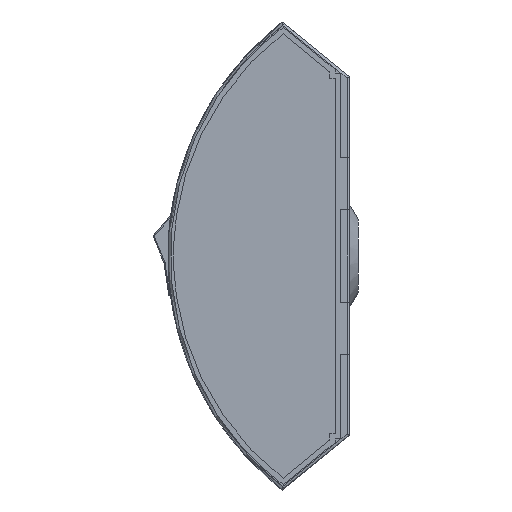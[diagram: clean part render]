
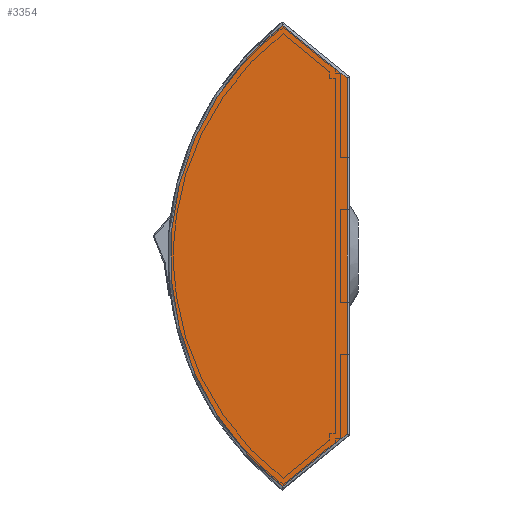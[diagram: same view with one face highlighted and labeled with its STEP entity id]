
A CAD part, left-side view. The second image highlights one B-rep face of the part: STEP entity #3354.
In plain terms, the highlighted planar face has unit normal (-1, 0, 0).
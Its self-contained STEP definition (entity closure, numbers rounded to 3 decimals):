
#7 = CARTESIAN_POINT ( 'NONE',  ( -302., 11.205, 44.391 ) ) ;
#16 = DIRECTION ( 'NONE',  ( 0., 0.777, 0.629 ) ) ;
#62 = VECTOR ( 'NONE', #1666, 1000. ) ;
#117 = VERTEX_POINT ( 'NONE', #7 ) ;
#134 = EDGE_CURVE ( 'NONE', #117, #2048, #3397, .T. ) ;
#135 = VERTEX_POINT ( 'NONE', #2489 ) ;
#162 = AXIS2_PLACEMENT_3D ( 'NONE', #549, #797, #1168 ) ;
#239 = LINE ( 'NONE', #1830, #62 ) ;
#280 = EDGE_LOOP ( 'NONE', ( #1768, #3222, #1270, #2329 ) ) ;
#284 = LINE ( 'NONE', #1862, #1591 ) ;
#549 = CARTESIAN_POINT ( 'NONE',  ( -302., -23.884, 0. ) ) ;
#565 = DIRECTION ( 'NONE',  ( 0., 0., -1. ) ) ;
#797 = DIRECTION ( 'NONE',  ( -1., 0., 0. ) ) ;
#923 = CARTESIAN_POINT ( 'NONE',  ( -302., -31.694, 9.642 ) ) ;
#1062 = CARTESIAN_POINT ( 'NONE',  ( -302., -1.3, -34.262 ) ) ;
#1168 = DIRECTION ( 'NONE',  ( 0., 0., 1. ) ) ;
#1270 = ORIENTED_EDGE ( 'NONE', *, *, #2665, .T. ) ;
#1474 = VERTEX_POINT ( 'NONE', #1062 ) ;
#1500 = EDGE_CURVE ( 'NONE', #135, #117, #2231, .T. ) ;
#1573 = CARTESIAN_POINT ( 'NONE',  ( -302., 11.205, -44.391 ) ) ;
#1591 = VECTOR ( 'NONE', #3530, 1000. ) ;
#1666 = DIRECTION ( 'NONE',  ( 0., 0., 1. ) ) ;
#1768 = ORIENTED_EDGE ( 'NONE', *, *, #1500, .T. ) ;
#1830 = CARTESIAN_POINT ( 'NONE',  ( -302., -1.3, 0. ) ) ;
#1862 = CARTESIAN_POINT ( 'NONE',  ( -302., -1.485, -34.111 ) ) ;
#1973 = EDGE_CURVE ( 'NONE', #1474, #135, #239, .T. ) ;
#2048 = VERTEX_POINT ( 'NONE', #1573 ) ;
#2066 = AXIS2_PLACEMENT_3D ( 'NONE', #2174, #2827, #565 ) ;
#2174 = CARTESIAN_POINT ( 'NONE',  ( -302., -23.884, 0. ) ) ;
#2231 = LINE ( 'NONE', #923, #2418 ) ;
#2329 = ORIENTED_EDGE ( 'NONE', *, *, #1973, .T. ) ;
#2418 = VECTOR ( 'NONE', #16, 1000. ) ;
#2489 = CARTESIAN_POINT ( 'NONE',  ( -302., -1.3, 34.262 ) ) ;
#2560 = FACE_OUTER_BOUND ( 'NONE', #280, .T. ) ;
#2665 = EDGE_CURVE ( 'NONE', #2048, #1474, #284, .T. ) ;
#2827 = DIRECTION ( 'NONE',  ( -1., 0., 0. ) ) ;
#3036 = PLANE ( 'NONE',  #2066 ) ;
#3222 = ORIENTED_EDGE ( 'NONE', *, *, #134, .T. ) ;
#3354 = ADVANCED_FACE ( 'NONE', ( #2560 ), #3036, .T. ) ;
#3397 = CIRCLE ( 'NONE', #162, 56.584 ) ;
#3530 = DIRECTION ( 'NONE',  ( 0., -0.777, 0.629 ) ) ;
